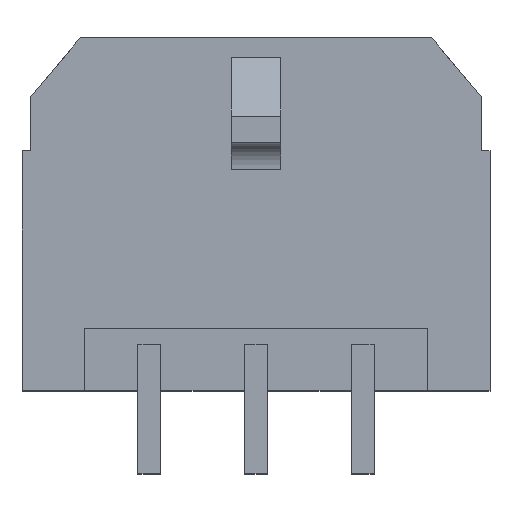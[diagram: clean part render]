
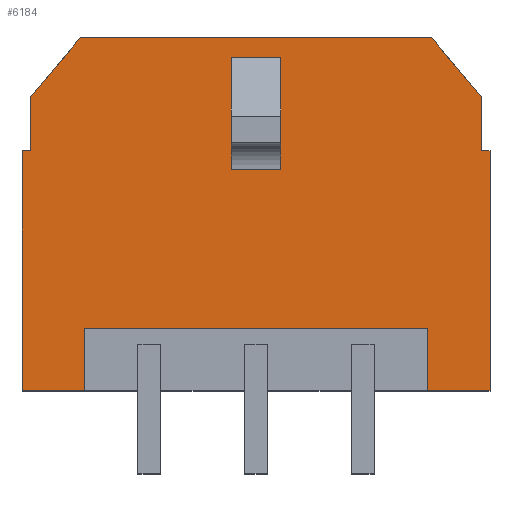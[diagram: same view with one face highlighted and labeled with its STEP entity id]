
A CAD part, top view. The second image highlights one B-rep face of the part: STEP entity #6184.
In plain terms, the highlighted planar face has unit normal (0, 0, 1).
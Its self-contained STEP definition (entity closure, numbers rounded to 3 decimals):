
#80 = VERTEX_POINT('',#81);
#81 = CARTESIAN_POINT('',(9.325,5.76,7.355));
#87 = EDGE_CURVE('',#80,#88,#90,.T.);
#88 = VERTEX_POINT('',#89);
#89 = CARTESIAN_POINT('',(9.325,7.28,7.355));
#90 = LINE('',#91,#92);
#91 = CARTESIAN_POINT('',(9.325,5.76,7.355));
#92 = VECTOR('',#93,1.);
#93 = DIRECTION('',(0.,1.,0.));
#205 = VERTEX_POINT('',#206);
#206 = CARTESIAN_POINT('',(9.575,5.76,7.355));
#212 = EDGE_CURVE('',#205,#80,#213,.T.);
#213 = LINE('',#214,#215);
#214 = CARTESIAN_POINT('',(9.575,5.76,7.355));
#215 = VECTOR('',#216,1.);
#216 = DIRECTION('',(-1.,0.,0.));
#476 = VERTEX_POINT('',#477);
#477 = CARTESIAN_POINT('',(-3.325,5.76,7.355));
#483 = EDGE_CURVE('',#476,#484,#486,.T.);
#484 = VERTEX_POINT('',#485);
#485 = CARTESIAN_POINT('',(-3.575,5.76,7.355));
#486 = LINE('',#487,#488);
#487 = CARTESIAN_POINT('',(-3.325,5.76,7.355));
#488 = VECTOR('',#489,1.);
#489 = DIRECTION('',(-1.,0.,0.));
#610 = VERTEX_POINT('',#611);
#611 = CARTESIAN_POINT('',(-3.325,7.28,7.355));
#617 = EDGE_CURVE('',#476,#610,#618,.T.);
#618 = LINE('',#619,#620);
#619 = CARTESIAN_POINT('',(-3.325,5.76,7.355));
#620 = VECTOR('',#621,1.);
#621 = DIRECTION('',(0.,1.,0.));
#1578 = VERTEX_POINT('',#1579);
#1579 = CARTESIAN_POINT('',(9.575,-0.98,7.355));
#1585 = EDGE_CURVE('',#1578,#205,#1586,.T.);
#1586 = LINE('',#1587,#1588);
#1587 = CARTESIAN_POINT('',(9.575,-0.98,7.355));
#1588 = VECTOR('',#1589,1.);
#1589 = DIRECTION('',(0.,1.,0.));
#2425 = VERTEX_POINT('',#2426);
#2426 = CARTESIAN_POINT('',(-3.575,-0.98,7.355));
#2432 = EDGE_CURVE('',#2425,#2433,#2435,.T.);
#2433 = VERTEX_POINT('',#2434);
#2434 = CARTESIAN_POINT('',(-1.825,-0.98,7.355));
#2435 = LINE('',#2436,#2437);
#2436 = CARTESIAN_POINT('',(-3.575,-0.98,7.355));
#2437 = VECTOR('',#2438,1.);
#2438 = DIRECTION('',(1.,0.,0.));
#2616 = VERTEX_POINT('',#2617);
#2617 = CARTESIAN_POINT('',(7.825,-0.98,7.355));
#2623 = EDGE_CURVE('',#2616,#1578,#2624,.T.);
#2624 = LINE('',#2625,#2626);
#2625 = CARTESIAN_POINT('',(7.825,-0.98,7.355));
#2626 = VECTOR('',#2627,1.);
#2627 = DIRECTION('',(1.,0.,0.));
#6125 = EDGE_CURVE('',#484,#2425,#6126,.T.);
#6126 = LINE('',#6127,#6128);
#6127 = CARTESIAN_POINT('',(-3.575,5.76,7.355));
#6128 = VECTOR('',#6129,1.);
#6129 = DIRECTION('',(0.,-1.,0.));
#6184 = ADVANCED_FACE('',(#6185,#6239),#6273,.T.);
#6185 = FACE_BOUND('',#6186,.F.);
#6186 = EDGE_LOOP('',(#6187,#6195,#6203,#6209,#6210,#6211,#6212,#6213,
    #6221,#6229,#6235,#6236,#6237,#6238));
#6187 = ORIENTED_EDGE('',*,*,#6188,.T.);
#6188 = EDGE_CURVE('',#2616,#6189,#6191,.T.);
#6189 = VERTEX_POINT('',#6190);
#6190 = CARTESIAN_POINT('',(7.825,0.77,7.355));
#6191 = LINE('',#6192,#6193);
#6192 = CARTESIAN_POINT('',(7.825,-0.98,7.355));
#6193 = VECTOR('',#6194,1.);
#6194 = DIRECTION('',(0.,1.,0.));
#6195 = ORIENTED_EDGE('',*,*,#6196,.T.);
#6196 = EDGE_CURVE('',#6189,#6197,#6199,.T.);
#6197 = VERTEX_POINT('',#6198);
#6198 = CARTESIAN_POINT('',(-1.825,0.77,7.355));
#6199 = LINE('',#6200,#6201);
#6200 = CARTESIAN_POINT('',(7.825,0.77,7.355));
#6201 = VECTOR('',#6202,1.);
#6202 = DIRECTION('',(-1.,0.,0.));
#6203 = ORIENTED_EDGE('',*,*,#6204,.F.);
#6204 = EDGE_CURVE('',#2433,#6197,#6205,.T.);
#6205 = LINE('',#6206,#6207);
#6206 = CARTESIAN_POINT('',(-1.825,-0.98,7.355));
#6207 = VECTOR('',#6208,1.);
#6208 = DIRECTION('',(0.,1.,0.));
#6209 = ORIENTED_EDGE('',*,*,#2432,.F.);
#6210 = ORIENTED_EDGE('',*,*,#6125,.F.);
#6211 = ORIENTED_EDGE('',*,*,#483,.F.);
#6212 = ORIENTED_EDGE('',*,*,#617,.T.);
#6213 = ORIENTED_EDGE('',*,*,#6214,.T.);
#6214 = EDGE_CURVE('',#610,#6215,#6217,.T.);
#6215 = VERTEX_POINT('',#6216);
#6216 = CARTESIAN_POINT('',(-1.94,8.93,7.355));
#6217 = LINE('',#6218,#6219);
#6218 = CARTESIAN_POINT('',(-3.325,7.28,7.355));
#6219 = VECTOR('',#6220,1.);
#6220 = DIRECTION('',(0.643,0.766,0.)
  );
#6221 = ORIENTED_EDGE('',*,*,#6222,.F.);
#6222 = EDGE_CURVE('',#6223,#6215,#6225,.T.);
#6223 = VERTEX_POINT('',#6224);
#6224 = CARTESIAN_POINT('',(7.94,8.93,7.355));
#6225 = LINE('',#6226,#6227);
#6226 = CARTESIAN_POINT('',(7.94,8.93,7.355));
#6227 = VECTOR('',#6228,1.);
#6228 = DIRECTION('',(-1.,0.,0.));
#6229 = ORIENTED_EDGE('',*,*,#6230,.T.);
#6230 = EDGE_CURVE('',#6223,#88,#6231,.T.);
#6231 = LINE('',#6232,#6233);
#6232 = CARTESIAN_POINT('',(7.94,8.93,7.355));
#6233 = VECTOR('',#6234,1.);
#6234 = DIRECTION('',(0.643,-0.766,0.
    ));
#6235 = ORIENTED_EDGE('',*,*,#87,.F.);
#6236 = ORIENTED_EDGE('',*,*,#212,.F.);
#6237 = ORIENTED_EDGE('',*,*,#1585,.F.);
#6238 = ORIENTED_EDGE('',*,*,#2623,.F.);
#6239 = FACE_BOUND('',#6240,.F.);
#6240 = EDGE_LOOP('',(#6241,#6251,#6259,#6267));
#6241 = ORIENTED_EDGE('',*,*,#6242,.F.);
#6242 = EDGE_CURVE('',#6243,#6245,#6247,.T.);
#6243 = VERTEX_POINT('',#6244);
#6244 = CARTESIAN_POINT('',(3.7,8.39,7.355));
#6245 = VERTEX_POINT('',#6246);
#6246 = CARTESIAN_POINT('',(3.7,5.23,7.355));
#6247 = LINE('',#6248,#6249);
#6248 = CARTESIAN_POINT('',(3.7,8.39,7.355));
#6249 = VECTOR('',#6250,1.);
#6250 = DIRECTION('',(0.,-1.,0.));
#6251 = ORIENTED_EDGE('',*,*,#6252,.T.);
#6252 = EDGE_CURVE('',#6243,#6253,#6255,.T.);
#6253 = VERTEX_POINT('',#6254);
#6254 = CARTESIAN_POINT('',(2.3,8.39,7.355));
#6255 = LINE('',#6256,#6257);
#6256 = CARTESIAN_POINT('',(3.7,8.39,7.355));
#6257 = VECTOR('',#6258,1.);
#6258 = DIRECTION('',(-1.,0.,0.));
#6259 = ORIENTED_EDGE('',*,*,#6260,.T.);
#6260 = EDGE_CURVE('',#6253,#6261,#6263,.T.);
#6261 = VERTEX_POINT('',#6262);
#6262 = CARTESIAN_POINT('',(2.3,5.23,7.355));
#6263 = LINE('',#6264,#6265);
#6264 = CARTESIAN_POINT('',(2.3,8.39,7.355));
#6265 = VECTOR('',#6266,1.);
#6266 = DIRECTION('',(0.,-1.,0.));
#6267 = ORIENTED_EDGE('',*,*,#6268,.F.);
#6268 = EDGE_CURVE('',#6245,#6261,#6269,.T.);
#6269 = LINE('',#6270,#6271);
#6270 = CARTESIAN_POINT('',(3.7,5.23,7.355));
#6271 = VECTOR('',#6272,1.);
#6272 = DIRECTION('',(-1.,0.,0.));
#6273 = PLANE('',#6274);
#6274 = AXIS2_PLACEMENT_3D('',#6275,#6276,#6277);
#6275 = CARTESIAN_POINT('',(9.325,-0.98,7.355));
#6276 = DIRECTION('',(0.,0.,1.));
#6277 = DIRECTION('',(0.,1.,0.));
